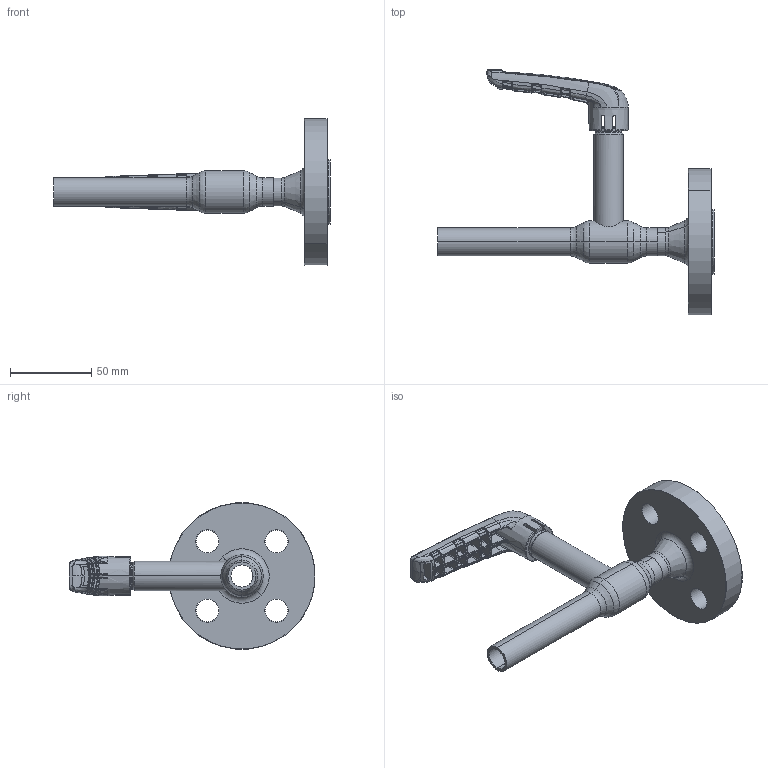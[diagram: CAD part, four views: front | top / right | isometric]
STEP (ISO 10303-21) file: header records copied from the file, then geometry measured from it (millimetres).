
FILE_DESCRIPTION (( 'STEP AP214' ), '1' );
FILE_NAME ('1010004001-xxxx.step', '2019-05-10T10:49:12', ( '' ), ( '' ), 'SwSTEP 2.0', 'SolidWorks 2017', '' );
FILE_SCHEMA (( 'AUTOMOTIVE_DESIGN' ));
Length unit declared in the file: millimetre
Products named in the file (1): 1010004001-xxxx
Bounding box: 170 x 151.01 x 89.66 mm (x, y, z)
Surface area: 42032.8 mm2 (no closed solid volume)
Topology: 0 solids, 6 shells, 706 faces, 2239 edges, 1416 vertices
Faces by surface type: bspline 551, plane 48, cone 43, cylinder 41, torus 23
Entity records: 61786 total; most frequent: CARTESIAN_POINT 39677, ORIENTED_EDGE 3614, EDGE_CURVE 2221, B_SPLINE_CURVE_WITH_KNOTS 1527, DIRECTION 1513, VERTEX_POINT 1416, EDGE_LOOP 738, UNCERTAINTY_MEASURE_WITH_UNIT 708
